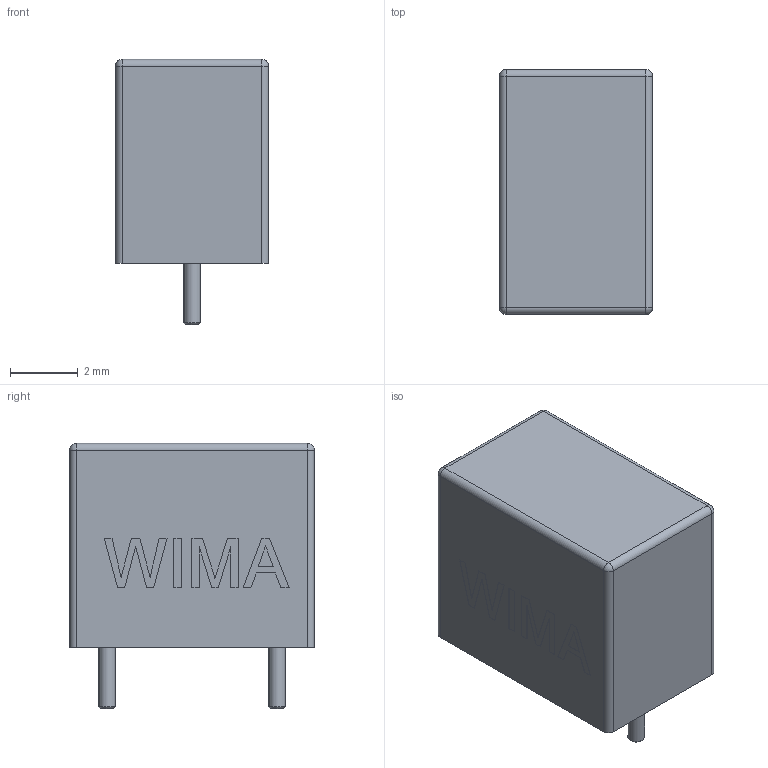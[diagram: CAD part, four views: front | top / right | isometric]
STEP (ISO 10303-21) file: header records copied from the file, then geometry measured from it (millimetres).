
FILE_DESCRIPTION(/* description */ ('Alibre Inc.'),/* implementation_level */ '2;1');
FILE_NAME(/* name */ 'export0',/* time_stamp */ '2012-09-30T11:53:10+03:00',/* author */ (''),/* organization */ (''),/* preprocessor_version */ 'ST-DEVELOPER v14',/* originating_system */ 'Alibre',/* authorisation */ '');
FILE_SCHEMA (('AUTOMOTIVE_DESIGN'));
Length unit declared in the file: centimetre
Bounding box: 4.52 x 7.2 x 7.8 mm (x, y, z)
Volume: 194.8 mm3; surface area: 207.3 mm2
Topology: 1 solids, 1 shells, 116 faces, 296 edges, 190 vertices
Faces by surface type: plane 100, cylinder 10, sphere 4, cone 2
Full cylindrical faces by diameter (mm): 0.5 x2
Entity records: 3333 total; most frequent: CARTESIAN_POINT 592, ORIENTED_EDGE 576, DIRECTION 440, EDGE_CURVE 288, VECTOR 266, LINE 266, VERTEX_POINT 190, AXIS2_PLACEMENT_3D 136
